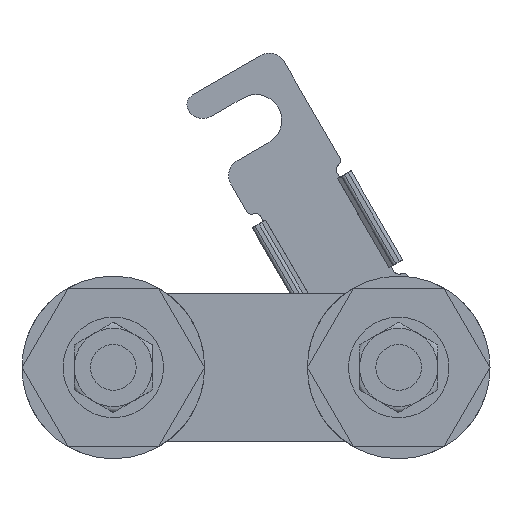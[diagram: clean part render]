
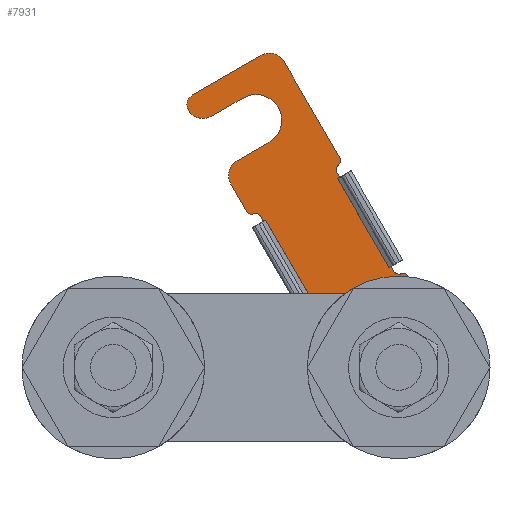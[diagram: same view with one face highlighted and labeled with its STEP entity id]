
A CAD part, front view. The second image highlights one B-rep face of the part: STEP entity #7931.
In plain terms, the highlighted planar face has unit normal (0, -1, 0).
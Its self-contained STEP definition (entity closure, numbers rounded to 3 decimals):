
#58=CARTESIAN_POINT('',(19.393,10.1,18.112));
#59=DIRECTION('',(0.,1.,0.));
#60=DIRECTION('',(0.866,0.,0.5));
#61=AXIS2_PLACEMENT_3D('',#58,#59,#60);
#63=CARTESIAN_POINT('',(20.017,10.1,17.33));
#64=DIRECTION('',(0.,-1.,0.));
#65=DIRECTION('',(-0.624,0.,0.781));
#66=AXIS2_PLACEMENT_3D('',#63,#64,#65);
#68=CARTESIAN_POINT('',(25.017,10.1,8.67));
#69=DIRECTION('',(0.,-1.,0.));
#70=DIRECTION('',(-0.866,0.,-0.5));
#71=AXIS2_PLACEMENT_3D('',#68,#69,#70);
#73=CARTESIAN_POINT('',(25.382,10.1,7.739));
#74=DIRECTION('',(0.,1.,0.));
#75=DIRECTION('',(-0.364,0.,0.931));
#76=AXIS2_PLACEMENT_3D('',#73,#74,#75);
#78=CARTESIAN_POINT('',(25.,10.1,0.));
#79=DIRECTION('',(0.,1.,0.));
#80=DIRECTION('',(0.866,0.,0.5));
#81=AXIS2_PLACEMENT_3D('',#78,#79,#80);
#83=CARTESIAN_POINT('',(18.107,10.1,3.539));
#84=DIRECTION('',(0.,1.,0.));
#85=DIRECTION('',(-0.866,0.,-0.5));
#86=AXIS2_PLACEMENT_3D('',#83,#84,#85);
#88=CARTESIAN_POINT('',(17.483,10.1,4.32));
#89=DIRECTION('',(0.,-1.,0.));
#90=DIRECTION('',(0.624,0.,-0.781));
#91=AXIS2_PLACEMENT_3D('',#88,#89,#90);
#93=CARTESIAN_POINT('',(12.483,10.1,12.98));
#94=DIRECTION('',(0.,-1.,0.));
#95=DIRECTION('',(0.866,0.,0.5));
#96=AXIS2_PLACEMENT_3D('',#93,#94,#95);
#98=CARTESIAN_POINT('',(12.118,10.1,13.912));
#99=DIRECTION('',(0.,1.,0.));
#100=DIRECTION('',(0.364,0.,-0.931));
#101=AXIS2_PLACEMENT_3D('',#98,#99,#100);
#103=CARTESIAN_POINT('',(11.604,10.1,16.803));
#104=DIRECTION('',(0.,1.,0.));
#105=DIRECTION('',(-0.866,0.,-0.5));
#106=AXIS2_PLACEMENT_3D('',#103,#104,#105);
#108=CARTESIAN_POINT('',(12.5,10.1,21.651));
#109=DIRECTION('',(0.,-1.,0.));
#110=DIRECTION('',(0.5,0.,-0.866));
#111=AXIS2_PLACEMENT_3D('',#108,#109,#110);
#113=CARTESIAN_POINT('',(7.854,10.1,23.298));
#114=DIRECTION('',(0.,1.,0.));
#115=DIRECTION('',(0.5,0.,-0.866));
#116=AXIS2_PLACEMENT_3D('',#113,#114,#115);
#118=CARTESIAN_POINT('',(7.448,10.1,23.006));
#119=DIRECTION('',(0.,1.,0.));
#120=DIRECTION('',(-0.812,0.,-0.584));
#121=AXIS2_PLACEMENT_3D('',#118,#119,#120);
#123=CARTESIAN_POINT('',(13.671,10.1,26.022));
#124=DIRECTION('',(0.,1.,0.));
#125=DIRECTION('',(-0.5,0.,0.866));
#126=AXIS2_PLACEMENT_3D('',#123,#124,#125);
#128=CARTESIAN_POINT('',(25.,10.1,0.));
#129=DIRECTION('',(0.,1.,0.));
#130=DIRECTION('',(1.,0.,0.));
#131=AXIS2_PLACEMENT_3D('',#128,#129,#130);
#133=CARTESIAN_POINT('',(25.,10.1,0.));
#134=DIRECTION('',(0.,1.,0.));
#135=DIRECTION('',(-1.,0.,0.));
#136=AXIS2_PLACEMENT_3D('',#133,#134,#135);
#142=DIRECTION('',(-0.5,0.,0.866));
#143=VECTOR('',#142,9.711);
#144=CARTESIAN_POINT('',(19.826,10.1,18.362));
#145=LINE('',#144,#143);
#162=DIRECTION('',(-0.866,0.,-0.5));
#163=VECTOR('',#162,6.897);
#164=CARTESIAN_POINT('',(12.921,10.1,27.321));
#165=LINE('',#164,#163);
#178=DIRECTION('',(0.866,0.,0.5));
#179=VECTOR('',#178,3.2);
#180=CARTESIAN_POINT('',(8.604,10.1,21.999));
#181=LINE('',#180,#179);
#198=DIRECTION('',(-0.866,0.,-0.5));
#199=VECTOR('',#198,3.2);
#200=CARTESIAN_POINT('',(13.625,10.1,19.702));
#201=LINE('',#200,#199);
#214=DIRECTION('',(0.5,0.,-0.866));
#215=VECTOR('',#214,2.761);
#216=CARTESIAN_POINT('',(10.305,10.1,16.053));
#217=LINE('',#216,#215);
#238=DIRECTION('',(0.5,0.,-0.866));
#239=VECTOR('',#238,10.);
#240=CARTESIAN_POINT('',(12.916,10.1,13.23));
#241=LINE('',#240,#239);
#435=DIRECTION('',(0.5,0.,-0.866));
#436=VECTOR('',#435,6.511);
#437=CARTESIAN_POINT('',(17.674,10.1,3.289));
#438=LINE('',#437,#436);
#459=DIRECTION('',(-0.5,0.,0.866));
#460=VECTOR('',#459,6.511);
#461=CARTESIAN_POINT('',(29.07,10.1,2.35));
#462=LINE('',#461,#460);
#483=DIRECTION('',(-0.5,0.,0.866));
#484=VECTOR('',#483,10.);
#485=CARTESIAN_POINT('',(24.584,10.1,8.42));
#486=LINE('',#485,#484);
#6954=CARTESIAN_POINT('',(19.826,10.1,18.362));
#6955=CARTESIAN_POINT('',(19.705,10.1,17.721));
#6956=VERTEX_POINT('',#6954);
#6957=VERTEX_POINT('',#6955);
#6958=CARTESIAN_POINT('',(24.584,10.1,8.42));
#6959=CARTESIAN_POINT('',(19.584,10.1,17.08));
#6960=VERTEX_POINT('',#6958);
#6961=VERTEX_POINT('',#6959);
#6962=CARTESIAN_POINT('',(25.199,10.1,8.205));
#6963=CARTESIAN_POINT('',(25.815,10.1,7.989));
#6964=VERTEX_POINT('',#6962);
#6965=VERTEX_POINT('',#6963);
#6966=CARTESIAN_POINT('',(29.07,10.1,2.35));
#6967=CARTESIAN_POINT('',(20.93,10.1,-2.35));
#6968=VERTEX_POINT('',#6966);
#6969=VERTEX_POINT('',#6967);
#6970=CARTESIAN_POINT('',(17.674,10.1,3.289));
#6971=CARTESIAN_POINT('',(17.795,10.1,3.93));
#6972=VERTEX_POINT('',#6970);
#6973=VERTEX_POINT('',#6971);
#6974=CARTESIAN_POINT('',(12.916,10.1,13.23));
#6975=CARTESIAN_POINT('',(17.916,10.1,4.57));
#6976=VERTEX_POINT('',#6974);
#6977=VERTEX_POINT('',#6975);
#6978=CARTESIAN_POINT('',(12.301,10.1,13.446));
#6979=CARTESIAN_POINT('',(11.685,10.1,13.662));
#6980=VERTEX_POINT('',#6978);
#6981=VERTEX_POINT('',#6979);
#6982=CARTESIAN_POINT('',(10.305,10.1,16.053));
#6983=VERTEX_POINT('',#6982);
#6984=CARTESIAN_POINT('',(10.854,10.1,18.102));
#6985=VERTEX_POINT('',#6984);
#6986=CARTESIAN_POINT('',(13.625,10.1,19.702));
#6987=VERTEX_POINT('',#6986);
#6988=CARTESIAN_POINT('',(11.375,10.1,23.599));
#6989=VERTEX_POINT('',#6988);
#6990=CARTESIAN_POINT('',(8.604,10.1,21.999));
#6991=VERTEX_POINT('',#6990);
#6992=CARTESIAN_POINT('',(6.636,10.1,22.422));
#6993=VERTEX_POINT('',#6992);
#6994=CARTESIAN_POINT('',(6.948,10.1,23.872));
#6995=VERTEX_POINT('',#6994);
#6996=CARTESIAN_POINT('',(12.921,10.1,27.321));
#6997=CARTESIAN_POINT('',(14.97,10.1,26.772));
#6998=VERTEX_POINT('',#6996);
#6999=VERTEX_POINT('',#6997);
#7787=CARTESIAN_POINT('',(29.4,10.1,0.));
#7788=CARTESIAN_POINT('',(20.6,10.1,0.));
#7789=VERTEX_POINT('',#7787);
#7790=VERTEX_POINT('',#7788);
#7873=CARTESIAN_POINT('',(18.752,10.1,10.822));
#7874=DIRECTION('',(0.,1.,0.));
#7875=DIRECTION('',(-0.5,0.,0.866));
#7876=AXIS2_PLACEMENT_3D('',#7873,#7874,#7875);
#7877=PLANE('',#7876);
#7879=ORIENTED_EDGE('',*,*,#7878,.T.);
#7881=ORIENTED_EDGE('',*,*,#7880,.T.);
#7883=ORIENTED_EDGE('',*,*,#7882,.F.);
#7885=ORIENTED_EDGE('',*,*,#7884,.T.);
#7887=ORIENTED_EDGE('',*,*,#7886,.T.);
#7889=ORIENTED_EDGE('',*,*,#7888,.F.);
#7891=ORIENTED_EDGE('',*,*,#7890,.T.);
#7893=ORIENTED_EDGE('',*,*,#7892,.F.);
#7895=ORIENTED_EDGE('',*,*,#7894,.T.);
#7897=ORIENTED_EDGE('',*,*,#7896,.T.);
#7899=ORIENTED_EDGE('',*,*,#7898,.F.);
#7901=ORIENTED_EDGE('',*,*,#7900,.T.);
#7903=ORIENTED_EDGE('',*,*,#7902,.T.);
#7905=ORIENTED_EDGE('',*,*,#7904,.F.);
#7907=ORIENTED_EDGE('',*,*,#7906,.T.);
#7909=ORIENTED_EDGE('',*,*,#7908,.F.);
#7911=ORIENTED_EDGE('',*,*,#7910,.T.);
#7913=ORIENTED_EDGE('',*,*,#7912,.F.);
#7915=ORIENTED_EDGE('',*,*,#7914,.T.);
#7917=ORIENTED_EDGE('',*,*,#7916,.T.);
#7919=ORIENTED_EDGE('',*,*,#7918,.F.);
#7921=ORIENTED_EDGE('',*,*,#7920,.T.);
#7923=ORIENTED_EDGE('',*,*,#7922,.F.);
#7924=EDGE_LOOP('',(#7879,#7881,#7883,#7885,#7887,#7889,#7891,#7893,#7895,#7897,
#7899,#7901,#7903,#7905,#7907,#7909,#7911,#7913,#7915,#7917,#7919,#7921,#7923));
#7925=FACE_OUTER_BOUND('',#7924,.F.);
#7926=ORIENTED_EDGE('',*,*,#7863,.F.);
#7928=ORIENTED_EDGE('',*,*,#7927,.F.);
#7929=EDGE_LOOP('',(#7926,#7928));
#7930=FACE_BOUND('',#7929,.F.);
#62=CIRCLE('',#61,0.5);
#67=CIRCLE('',#66,0.5);
#72=CIRCLE('',#71,0.5);
#77=CIRCLE('',#76,0.5);
#82=CIRCLE('',#81,4.7);
#87=CIRCLE('',#86,0.5);
#92=CIRCLE('',#91,0.5);
#97=CIRCLE('',#96,0.5);
#102=CIRCLE('',#101,0.5);
#107=CIRCLE('',#106,1.5);
#112=CIRCLE('',#111,2.25);
#117=CIRCLE('',#116,1.5);
#122=CIRCLE('',#121,1.);
#127=CIRCLE('',#126,1.5);
#132=CIRCLE('',#131,4.4);
#137=CIRCLE('',#136,4.4);
#7863=EDGE_CURVE('',#7789,#7790,#132,.T.);
#7878=EDGE_CURVE('',#6956,#6957,#62,.T.);
#7880=EDGE_CURVE('',#6957,#6961,#67,.T.);
#7882=EDGE_CURVE('',#6960,#6961,#486,.T.);
#7884=EDGE_CURVE('',#6960,#6964,#72,.T.);
#7886=EDGE_CURVE('',#6964,#6965,#77,.T.);
#7888=EDGE_CURVE('',#6968,#6965,#462,.T.);
#7890=EDGE_CURVE('',#6968,#6969,#82,.T.);
#7892=EDGE_CURVE('',#6972,#6969,#438,.T.);
#7894=EDGE_CURVE('',#6972,#6973,#87,.T.);
#7896=EDGE_CURVE('',#6973,#6977,#92,.T.);
#7898=EDGE_CURVE('',#6976,#6977,#241,.T.);
#7900=EDGE_CURVE('',#6976,#6980,#97,.T.);
#7902=EDGE_CURVE('',#6980,#6981,#102,.T.);
#7904=EDGE_CURVE('',#6983,#6981,#217,.T.);
#7906=EDGE_CURVE('',#6983,#6985,#107,.T.);
#7908=EDGE_CURVE('',#6987,#6985,#201,.T.);
#7910=EDGE_CURVE('',#6987,#6989,#112,.T.);
#7912=EDGE_CURVE('',#6991,#6989,#181,.T.);
#7914=EDGE_CURVE('',#6991,#6993,#117,.T.);
#7916=EDGE_CURVE('',#6993,#6995,#122,.T.);
#7918=EDGE_CURVE('',#6998,#6995,#165,.T.);
#7920=EDGE_CURVE('',#6998,#6999,#127,.T.);
#7922=EDGE_CURVE('',#6956,#6999,#145,.T.);
#7927=EDGE_CURVE('',#7790,#7789,#137,.T.);
#7931=ADVANCED_FACE('',(#7925,#7930),#7877,.F.);
